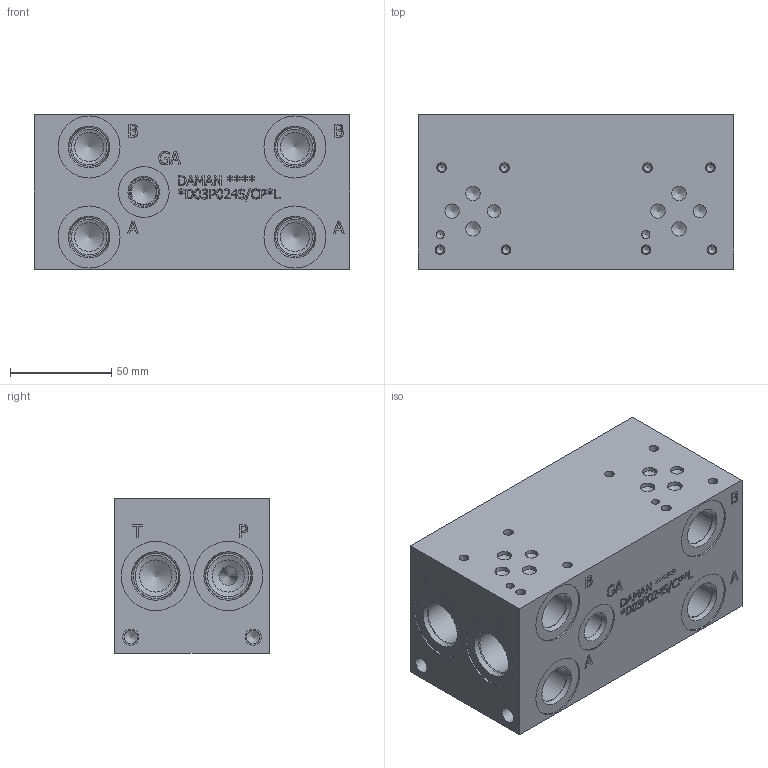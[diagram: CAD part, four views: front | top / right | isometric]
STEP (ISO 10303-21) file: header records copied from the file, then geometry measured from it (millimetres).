
FILE_DESCRIPTION(/* description */ (''),/* implementation_level */ '2;1');
FILE_NAME(/* name */ '_D03P024S_CP_L.stp',/* time_stamp */ '2021-07-02T10:27:48-04:00',/* author */ ('anthonyv'),/* organization */ (''),/* preprocessor_version */ 'ST-DEVELOPER v18.1',/* originating_system */ 'Autodesk Inventor 2021',/* authorisation */ '');
FILE_SCHEMA (('AUTOMOTIVE_DESIGN { 1 0 10303 214 3 1 1 }'));
Length unit declared in the file: millimetre
Products named in the file (1): Part_AD03P024S_CP_T_D_3D
Bounding box: 155.57 x 76.2 x 76.2 mm (x, y, z)
Volume: 814611.7 mm3; surface area: 79076.8 mm2
Topology: 1 solids, 1 shells, 738 faces, 2008 edges, 1355 vertices
Faces by surface type: plane 408, bspline 176, cylinder 88, cone 66
Full cylindrical faces by diameter (mm): 3.785 x8, 3.962 x2, 4.826 x8, 6.35 x2, 6.528 x4, 7.137 x6, 7.925 x4, 12.294 x1, 12.9 x1, 14.275 x2, 14.3 x4, 14.529 x1, 15.875 x4, 15.9 x1, 17.501 x4, 19.05 x4, 19.253 x4, 20.447 x4, 20.62 x1, 22.225 x3, 22.23 x2, 22.54 x1, 22.555 x4, 23.901 x3, 25.019 x1, 30.16 x1, 30.632 x4, 34.138 x4
Entity records: 24637 total; most frequent: CARTESIAN_POINT 6358, ORIENTED_EDGE 3952, DIRECTION 3075, EDGE_CURVE 1976, VERTEX_POINT 1355, LINE 1299, VECTOR 1299, AXIS2_PLACEMENT_3D 888
